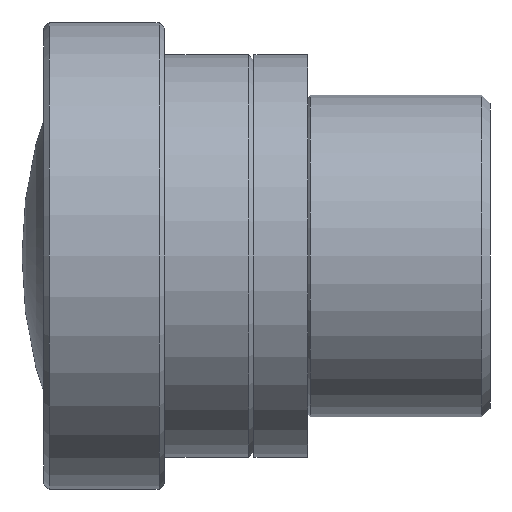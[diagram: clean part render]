
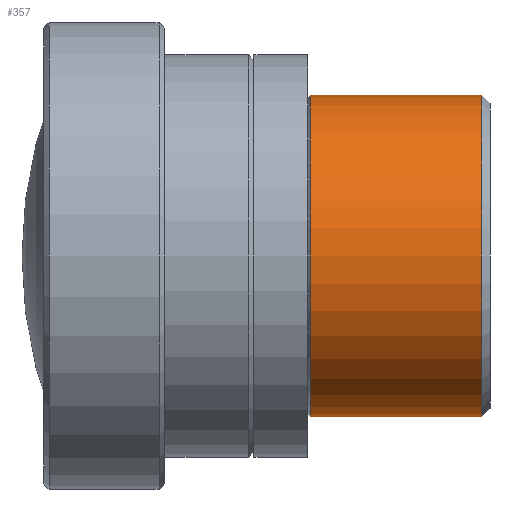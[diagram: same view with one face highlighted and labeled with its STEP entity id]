
A CAD part, front view. The second image highlights one B-rep face of the part: STEP entity #357.
In plain terms, the highlighted cylindrical face has radius 6 mm (diameter 12 mm), a partial arc.
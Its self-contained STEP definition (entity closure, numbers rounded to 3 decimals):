
#281 = VERTEX_POINT('',#282);
#282 = CARTESIAN_POINT('',(17.149,0.,6.));
#288 = EDGE_CURVE('',#289,#281,#291,.T.);
#289 = VERTEX_POINT('',#290);
#290 = CARTESIAN_POINT('',(17.149,0.,-6.));
#291 = CIRCLE('',#292,6.);
#292 = AXIS2_PLACEMENT_3D('',#293,#294,#295);
#293 = CARTESIAN_POINT('',(17.149,0.,0.));
#294 = DIRECTION('',(-1.,0.,0.));
#295 = DIRECTION('',(0.,0.,-1.));
#330 = VERTEX_POINT('',#331);
#331 = CARTESIAN_POINT('',(10.749,0.,-6.));
#332 = VERTEX_POINT('',#333);
#333 = CARTESIAN_POINT('',(10.749,0.,6.));
#340 = EDGE_CURVE('',#281,#332,#341,.T.);
#341 = LINE('',#342,#343);
#342 = CARTESIAN_POINT('',(17.149,0.,6.));
#343 = VECTOR('',#344,1.);
#344 = DIRECTION('',(-1.,0.,0.));
#347 = EDGE_CURVE('',#289,#330,#348,.T.);
#348 = LINE('',#349,#350);
#349 = CARTESIAN_POINT('',(17.149,0.,-6.));
#350 = VECTOR('',#351,1.);
#351 = DIRECTION('',(-1.,0.,0.));
#357 = ADVANCED_FACE('',(#358),#370,.T.);
#358 = FACE_BOUND('',#359,.T.);
#359 = EDGE_LOOP('',(#360,#361,#362,#369));
#360 = ORIENTED_EDGE('',*,*,#288,.T.);
#361 = ORIENTED_EDGE('',*,*,#340,.T.);
#362 = ORIENTED_EDGE('',*,*,#363,.F.);
#363 = EDGE_CURVE('',#330,#332,#364,.T.);
#364 = CIRCLE('',#365,6.);
#365 = AXIS2_PLACEMENT_3D('',#366,#367,#368);
#366 = CARTESIAN_POINT('',(10.749,0.,0.));
#367 = DIRECTION('',(-1.,0.,0.));
#368 = DIRECTION('',(0.,0.,-1.));
#369 = ORIENTED_EDGE('',*,*,#347,.F.);
#370 = CYLINDRICAL_SURFACE('',#371,6.);
#371 = AXIS2_PLACEMENT_3D('',#372,#373,#374);
#372 = CARTESIAN_POINT('',(-0.872,0.,0.));
#373 = DIRECTION('',(1.,0.,0.));
#374 = DIRECTION('',(0.,0.,1.));
